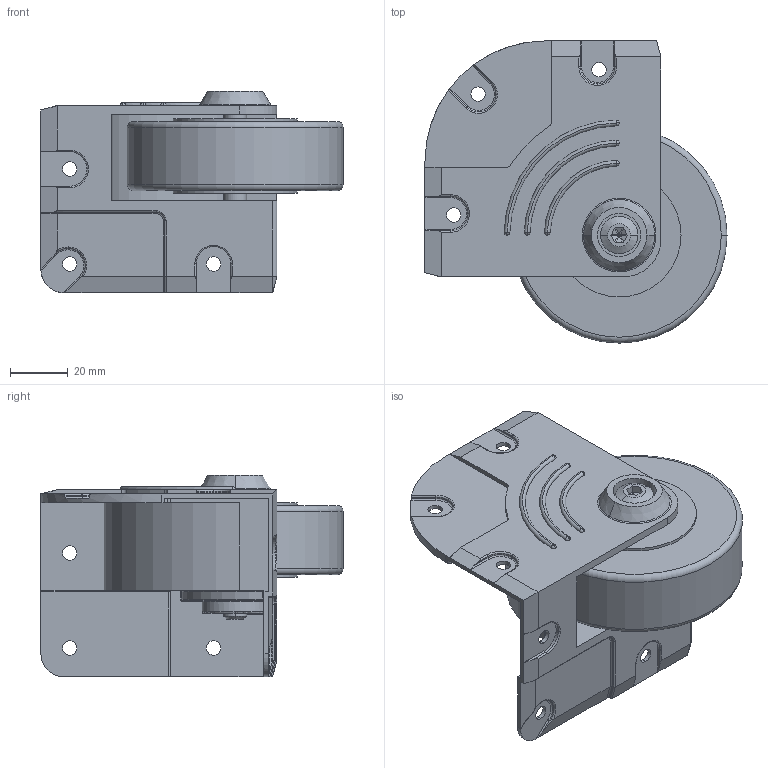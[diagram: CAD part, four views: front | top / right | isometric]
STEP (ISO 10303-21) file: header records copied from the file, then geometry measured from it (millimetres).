
FILE_DESCRIPTION (( 'STEP AP203' ), '1' );
FILE_NAME ('扻錼勷 W6171.STEP', '2023-06-02T06:12:41', ( '砐錪賧瘔蠈錪 Windows' ), ( '' ), 'SwSTEP 2.0', 'SolidWorks 2018', '' );
FILE_SCHEMA (( 'CONFIG_CONTROL_DESIGN' ));
Length unit declared in the file: millimetre
Products named in the file (1): 扻錼勷 W6171
Bounding box: 105 x 105 x 70 mm (x, y, z)
Volume: 162564.1 mm3; surface area: 55597.1 mm2
Topology: 3 solids, 3 shells, 336 faces, 849 edges, 517 vertices
Faces by surface type: cylinder 141, plane 106, torus 57, sphere 15, bspline 10, cone 7
Entity records: 11015 total; most frequent: CARTESIAN_POINT 2959, DIRECTION 1721, ORIENTED_EDGE 1666, EDGE_CURVE 833, AXIS2_PLACEMENT_3D 668, VERTEX_POINT 513, VECTOR 385, LINE 385
